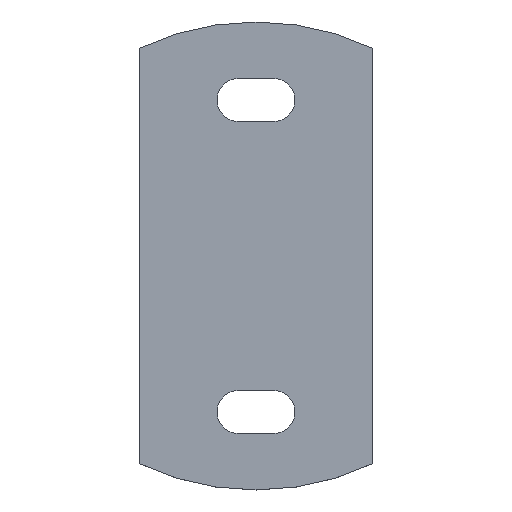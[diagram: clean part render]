
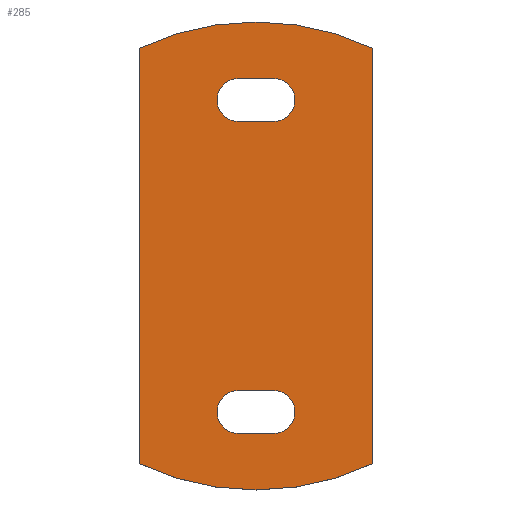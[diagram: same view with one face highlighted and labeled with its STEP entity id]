
A CAD part, top view. The second image highlights one B-rep face of the part: STEP entity #285.
In plain terms, the highlighted planar face has unit normal (0, 0, 1).
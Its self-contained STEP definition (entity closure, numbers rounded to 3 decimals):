
#46=DIRECTION('',(0.,1.,0.));
#47=VECTOR('',#46,106.492);
#48=CARTESIAN_POINT('',(30.,6.754,0.));
#49=LINE('',#48,#47);
#50=CARTESIAN_POINT('',(0.,70.,0.));
#51=DIRECTION('',(0.,0.,1.));
#52=DIRECTION('',(-0.429,-0.904,0.));
#53=AXIS2_PLACEMENT_3D('',#50,#51,#52);
#55=DIRECTION('',(0.,-1.,0.));
#56=VECTOR('',#55,106.492);
#57=CARTESIAN_POINT('',(-30.,113.247,0.));
#58=LINE('',#57,#56);
#59=CARTESIAN_POINT('',(0.,50.001,0.));
#60=DIRECTION('',(0.,0.,1.));
#61=DIRECTION('',(0.429,0.904,0.));
#62=AXIS2_PLACEMENT_3D('',#59,#60,#61);
#64=DIRECTION('',(-1.,0.,0.));
#65=VECTOR('',#64,9.);
#66=CARTESIAN_POINT('',(4.5,94.501,0.));
#67=LINE('',#66,#65);
#68=DIRECTION('',(1.,0.,0.));
#69=VECTOR('',#68,9.);
#70=CARTESIAN_POINT('',(-4.5,105.501,0.));
#71=LINE('',#70,#69);
#72=DIRECTION('',(-1.,0.,0.));
#73=VECTOR('',#72,9.);
#74=CARTESIAN_POINT('',(4.5,14.501,0.));
#75=LINE('',#74,#73);
#76=DIRECTION('',(1.,0.,0.));
#77=VECTOR('',#76,9.);
#78=CARTESIAN_POINT('',(-4.5,25.501,0.));
#79=LINE('',#78,#77);
#143=CARTESIAN_POINT('',(4.5,100.001,0.));
#144=DIRECTION('',(0.,0.,-1.));
#145=DIRECTION('',(0.,1.,0.));
#146=AXIS2_PLACEMENT_3D('',#143,#144,#145);
#161=CARTESIAN_POINT('',(-4.5,100.001,0.));
#162=DIRECTION('',(0.,0.,-1.));
#163=DIRECTION('',(0.,-1.,0.));
#164=AXIS2_PLACEMENT_3D('',#161,#162,#163);
#179=CARTESIAN_POINT('',(4.5,20.001,0.));
#180=DIRECTION('',(0.,0.,-1.));
#181=DIRECTION('',(0.,1.,0.));
#182=AXIS2_PLACEMENT_3D('',#179,#180,#181);
#197=CARTESIAN_POINT('',(-4.5,20.001,0.));
#198=DIRECTION('',(0.,0.,-1.));
#199=DIRECTION('',(0.,-1.,0.));
#200=AXIS2_PLACEMENT_3D('',#197,#198,#199);
#202=CARTESIAN_POINT('',(30.,6.754,0.));
#203=CARTESIAN_POINT('',(30.,113.247,0.));
#204=VERTEX_POINT('',#202);
#205=VERTEX_POINT('',#203);
#206=CARTESIAN_POINT('',(-30.,113.247,0.));
#207=CARTESIAN_POINT('',(-30.,6.754,0.));
#208=VERTEX_POINT('',#206);
#209=VERTEX_POINT('',#207);
#219=CARTESIAN_POINT('',(-4.5,105.501,0.));
#221=VERTEX_POINT('',#219);
#223=CARTESIAN_POINT('',(-4.5,94.501,0.));
#225=VERTEX_POINT('',#223);
#227=CARTESIAN_POINT('',(4.5,94.501,0.));
#229=VERTEX_POINT('',#227);
#231=CARTESIAN_POINT('',(4.5,105.501,0.));
#233=VERTEX_POINT('',#231);
#235=CARTESIAN_POINT('',(-4.5,25.501,0.));
#237=VERTEX_POINT('',#235);
#239=CARTESIAN_POINT('',(-4.5,14.501,0.));
#241=VERTEX_POINT('',#239);
#243=CARTESIAN_POINT('',(4.5,14.501,0.));
#245=VERTEX_POINT('',#243);
#247=CARTESIAN_POINT('',(4.5,25.501,0.));
#249=VERTEX_POINT('',#247);
#250=CARTESIAN_POINT('',(0.,0.,0.));
#251=DIRECTION('',(0.,0.,1.));
#252=DIRECTION('',(1.,0.,0.));
#253=AXIS2_PLACEMENT_3D('',#250,#251,#252);
#254=PLANE('',#253);
#256=ORIENTED_EDGE('',*,*,#255,.F.);
#258=ORIENTED_EDGE('',*,*,#257,.F.);
#260=ORIENTED_EDGE('',*,*,#259,.F.);
#262=ORIENTED_EDGE('',*,*,#261,.F.);
#263=EDGE_LOOP('',(#256,#258,#260,#262));
#264=FACE_OUTER_BOUND('',#263,.F.);
#266=ORIENTED_EDGE('',*,*,#265,.F.);
#268=ORIENTED_EDGE('',*,*,#267,.F.);
#270=ORIENTED_EDGE('',*,*,#269,.F.);
#272=ORIENTED_EDGE('',*,*,#271,.F.);
#273=EDGE_LOOP('',(#266,#268,#270,#272));
#274=FACE_BOUND('',#273,.F.);
#276=ORIENTED_EDGE('',*,*,#275,.F.);
#278=ORIENTED_EDGE('',*,*,#277,.F.);
#280=ORIENTED_EDGE('',*,*,#279,.F.);
#282=ORIENTED_EDGE('',*,*,#281,.F.);
#283=EDGE_LOOP('',(#276,#278,#280,#282));
#284=FACE_BOUND('',#283,.F.);
#54=CIRCLE('',#53,70.);
#63=CIRCLE('',#62,70.);
#147=CIRCLE('',#146,5.5);
#165=CIRCLE('',#164,5.5);
#183=CIRCLE('',#182,5.5);
#201=CIRCLE('',#200,5.5);
#255=EDGE_CURVE('',#204,#205,#49,.T.);
#257=EDGE_CURVE('',#209,#204,#54,.T.);
#259=EDGE_CURVE('',#208,#209,#58,.T.);
#261=EDGE_CURVE('',#205,#208,#63,.T.);
#265=EDGE_CURVE('',#229,#225,#67,.T.);
#267=EDGE_CURVE('',#233,#229,#147,.T.);
#269=EDGE_CURVE('',#221,#233,#71,.T.);
#271=EDGE_CURVE('',#225,#221,#165,.T.);
#275=EDGE_CURVE('',#245,#241,#75,.T.);
#277=EDGE_CURVE('',#249,#245,#183,.T.);
#279=EDGE_CURVE('',#237,#249,#79,.T.);
#281=EDGE_CURVE('',#241,#237,#201,.T.);
#285=ADVANCED_FACE('',(#264,#274,#284),#254,.T.);
